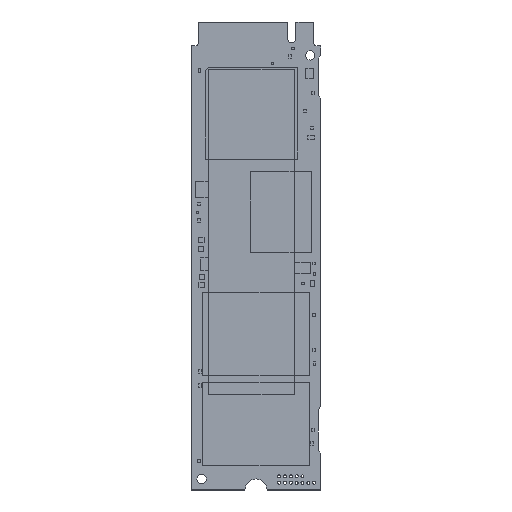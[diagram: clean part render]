
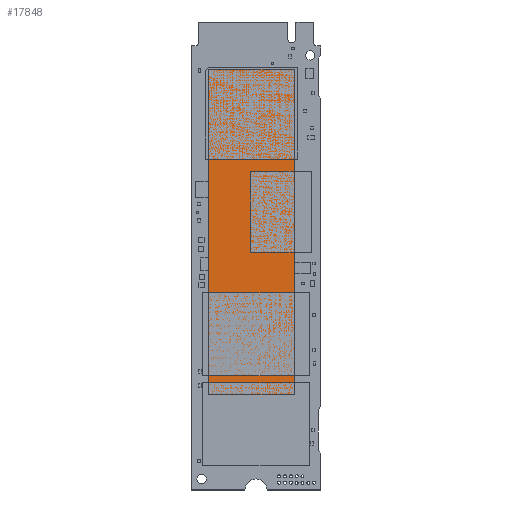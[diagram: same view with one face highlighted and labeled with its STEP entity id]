
A CAD part, top view. The second image highlights one B-rep face of the part: STEP entity #17848.
In plain terms, the highlighted planar face has unit normal (0, 0, 1).
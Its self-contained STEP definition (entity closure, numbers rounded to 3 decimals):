
#17848 = ADVANCED_FACE('',(#17849),#17883,.F.);
#17849 = FACE_BOUND('',#17850,.T.);
#17850 = EDGE_LOOP('',(#17851,#17861,#17869,#17877));
#17851 = ORIENTED_EDGE('',*,*,#17852,.F.);
#17852 = EDGE_CURVE('',#17853,#17855,#17857,.T.);
#17853 = VERTEX_POINT('',#17854);
#17854 = CARTESIAN_POINT('',(-8.111,-62.1,
    4.45));
#17855 = VERTEX_POINT('',#17856);
#17856 = CARTESIAN_POINT('',(-8.111,-6.418,
    4.45));
#17857 = LINE('',#17858,#17859);
#17858 = CARTESIAN_POINT('',(-8.111,-78.4,
    4.45));
#17859 = VECTOR('',#17860,1.);
#17860 = DIRECTION('',(0.,1.,0.));
#17861 = ORIENTED_EDGE('',*,*,#17862,.F.);
#17862 = EDGE_CURVE('',#17863,#17853,#17865,.T.);
#17863 = VERTEX_POINT('',#17864);
#17864 = CARTESIAN_POINT('',(6.591,-62.1,
    4.45));
#17865 = LINE('',#17866,#17867);
#17866 = CARTESIAN_POINT('',(11.102,-62.1,
    4.45));
#17867 = VECTOR('',#17868,1.);
#17868 = DIRECTION('',(-1.,0.,0.));
#17869 = ORIENTED_EDGE('',*,*,#17870,.F.);
#17870 = EDGE_CURVE('',#17871,#17863,#17873,.T.);
#17871 = VERTEX_POINT('',#17872);
#17872 = CARTESIAN_POINT('',(6.591,-6.418,
    4.45));
#17873 = LINE('',#17874,#17875);
#17874 = CARTESIAN_POINT('',(6.591,-78.4,
    4.45));
#17875 = VECTOR('',#17876,1.);
#17876 = DIRECTION('',(0.,-1.,0.));
#17877 = ORIENTED_EDGE('',*,*,#17878,.F.);
#17878 = EDGE_CURVE('',#17855,#17871,#17879,.T.);
#17879 = LINE('',#17880,#17881);
#17880 = CARTESIAN_POINT('',(11.102,-6.418,
    4.45));
#17881 = VECTOR('',#17882,1.);
#17882 = DIRECTION('',(1.,0.,0.));
#17883 = PLANE('',#17884);
#17884 = AXIS2_PLACEMENT_3D('',#17885,#17886,#17887);
#17885 = CARTESIAN_POINT('',(11.102,-78.4,
    4.45));
#17886 = DIRECTION('',(0.,0.,-1.));
#17887 = DIRECTION('',(0.,-1.,0.));
